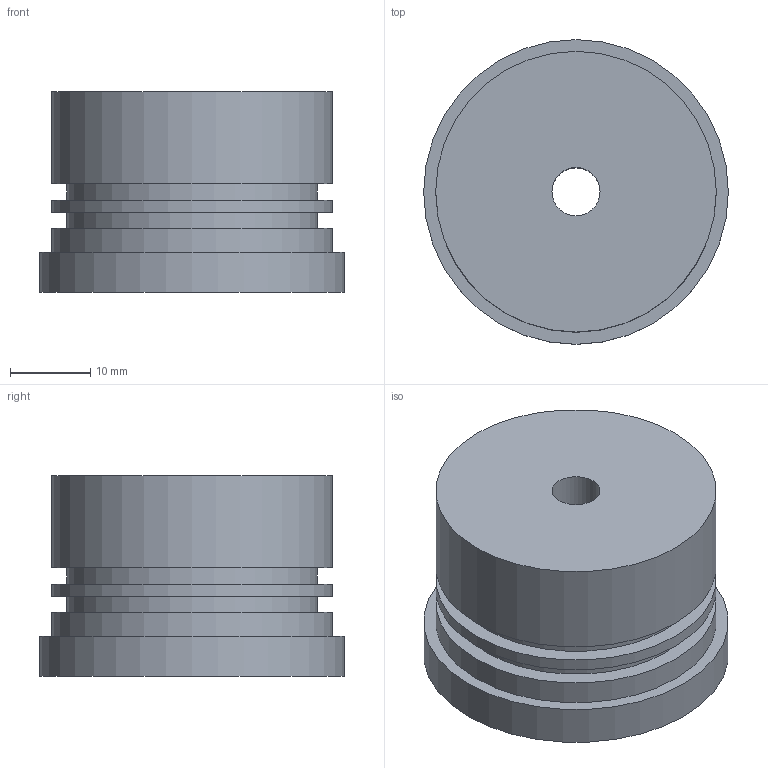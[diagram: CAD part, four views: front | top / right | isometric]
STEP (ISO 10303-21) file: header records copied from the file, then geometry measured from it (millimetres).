
FILE_DESCRIPTION(('FreeCAD Model'),'2;1');
FILE_NAME('Open CASCADE Shape Model','2024-10-15T07:09:47',(''),(''), 'Open CASCADE STEP processor 7.6','FreeCAD','Unknown');
FILE_SCHEMA(('CONFIG_CONTROL_DESIGN','SHAPE_APPEARANCE_LAYER_MIM'));
Length unit declared in the file: millimetre
Products named in the file (1): difference (Solid)
Bounding box: 38 x 38 x 25 mm (x, y, z)
Volume: 23415.7 mm3; surface area: 6221.5 mm2
Topology: 1 solids, 1 shells, 14 faces, 21 edges, 14 vertices
Faces by surface type: cylinder 7, plane 7
Full cylindrical faces by diameter (mm): 6 x1, 31.2 x2, 35 x3, 38 x1
Entity records: 375 total; most frequent: DIRECTION 65, CARTESIAN_POINT 50, ORIENTED_EDGE 42, AXIS2_PLACEMENT_3D 29, FACE_BOUND 21, EDGE_LOOP 21, EDGE_CURVE 21, ADVANCED_FACE 14
